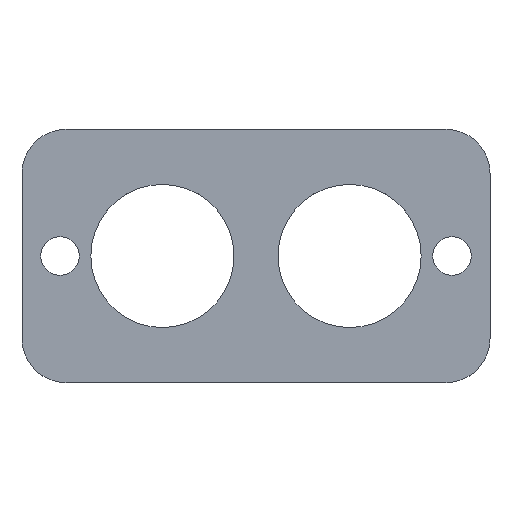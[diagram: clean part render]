
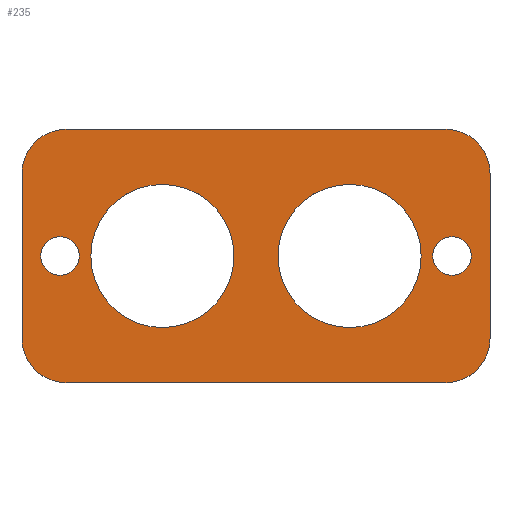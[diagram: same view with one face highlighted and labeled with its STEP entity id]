
A CAD part, top view. The second image highlights one B-rep face of the part: STEP entity #235.
In plain terms, the highlighted planar face has unit normal (0, 0, 1).
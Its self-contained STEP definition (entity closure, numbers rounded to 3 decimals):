
#42 = VERTEX_POINT('',#43);
#43 = CARTESIAN_POINT('',(162.25,-85.5,1.6));
#49 = EDGE_CURVE('',#42,#50,#52,.T.);
#50 = VERTEX_POINT('',#51);
#51 = CARTESIAN_POINT('',(166.25,-89.5,1.6));
#52 = CIRCLE('',#53,4.);
#53 = AXIS2_PLACEMENT_3D('',#54,#55,#56);
#54 = CARTESIAN_POINT('',(162.25,-89.5,1.6));
#55 = DIRECTION('',(0.,0.,-1.));
#56 = DIRECTION('',(0.,1.,0.));
#84 = VERTEX_POINT('',#85);
#85 = CARTESIAN_POINT('',(127.75,-85.5,1.6));
#91 = EDGE_CURVE('',#84,#42,#92,.T.);
#92 = LINE('',#93,#94);
#93 = CARTESIAN_POINT('',(127.75,-85.5,1.6));
#94 = VECTOR('',#95,1.);
#95 = DIRECTION('',(1.,0.,0.));
#113 = EDGE_CURVE('',#50,#114,#116,.T.);
#114 = VERTEX_POINT('',#115);
#115 = CARTESIAN_POINT('',(166.25,-104.5,1.6));
#116 = LINE('',#117,#118);
#117 = CARTESIAN_POINT('',(166.25,-89.5,1.6));
#118 = VECTOR('',#119,1.);
#119 = DIRECTION('',(0.,-1.,0.));
#235 = ADVANCED_FACE('',(#236,#282,#293,#304,#315),#326,.T.);
#236 = FACE_BOUND('',#237,.T.);
#237 = EDGE_LOOP('',(#238,#239,#240,#249,#257,#266,#274,#281));
#238 = ORIENTED_EDGE('',*,*,#49,.F.);
#239 = ORIENTED_EDGE('',*,*,#91,.F.);
#240 = ORIENTED_EDGE('',*,*,#241,.F.);
#241 = EDGE_CURVE('',#242,#84,#244,.T.);
#242 = VERTEX_POINT('',#243);
#243 = CARTESIAN_POINT('',(123.75,-89.5,1.6));
#244 = CIRCLE('',#245,4.);
#245 = AXIS2_PLACEMENT_3D('',#246,#247,#248);
#246 = CARTESIAN_POINT('',(127.75,-89.5,1.6));
#247 = DIRECTION('',(0.,0.,-1.));
#248 = DIRECTION('',(-1.,0.,0.));
#249 = ORIENTED_EDGE('',*,*,#250,.F.);
#250 = EDGE_CURVE('',#251,#242,#253,.T.);
#251 = VERTEX_POINT('',#252);
#252 = CARTESIAN_POINT('',(123.75,-104.5,1.6));
#253 = LINE('',#254,#255);
#254 = CARTESIAN_POINT('',(123.75,-104.5,1.6));
#255 = VECTOR('',#256,1.);
#256 = DIRECTION('',(0.,1.,0.));
#257 = ORIENTED_EDGE('',*,*,#258,.F.);
#258 = EDGE_CURVE('',#259,#251,#261,.T.);
#259 = VERTEX_POINT('',#260);
#260 = CARTESIAN_POINT('',(127.75,-108.5,1.6));
#261 = CIRCLE('',#262,4.);
#262 = AXIS2_PLACEMENT_3D('',#263,#264,#265);
#263 = CARTESIAN_POINT('',(127.75,-104.5,1.6));
#264 = DIRECTION('',(0.,0.,-1.));
#265 = DIRECTION('',(0.,-1.,-0.));
#266 = ORIENTED_EDGE('',*,*,#267,.F.);
#267 = EDGE_CURVE('',#268,#259,#270,.T.);
#268 = VERTEX_POINT('',#269);
#269 = CARTESIAN_POINT('',(162.25,-108.5,1.6));
#270 = LINE('',#271,#272);
#271 = CARTESIAN_POINT('',(162.25,-108.5,1.6));
#272 = VECTOR('',#273,1.);
#273 = DIRECTION('',(-1.,0.,0.));
#274 = ORIENTED_EDGE('',*,*,#275,.F.);
#275 = EDGE_CURVE('',#114,#268,#276,.T.);
#276 = CIRCLE('',#277,4.);
#277 = AXIS2_PLACEMENT_3D('',#278,#279,#280);
#278 = CARTESIAN_POINT('',(162.25,-104.5,1.6));
#279 = DIRECTION('',(0.,0.,-1.));
#280 = DIRECTION('',(1.,0.,0.));
#281 = ORIENTED_EDGE('',*,*,#113,.F.);
#282 = FACE_BOUND('',#283,.T.);
#283 = EDGE_LOOP('',(#284));
#284 = ORIENTED_EDGE('',*,*,#285,.T.);
#285 = EDGE_CURVE('',#286,#286,#288,.T.);
#286 = VERTEX_POINT('',#287);
#287 = CARTESIAN_POINT('',(127.2,-98.75,1.6));
#288 = CIRCLE('',#289,1.75);
#289 = AXIS2_PLACEMENT_3D('',#290,#291,#292);
#290 = CARTESIAN_POINT('',(127.2,-97.,1.6));
#291 = DIRECTION('',(-0.,0.,-1.));
#292 = DIRECTION('',(0.,-1.,-0.));
#293 = FACE_BOUND('',#294,.T.);
#294 = EDGE_LOOP('',(#295));
#295 = ORIENTED_EDGE('',*,*,#296,.T.);
#296 = EDGE_CURVE('',#297,#297,#299,.T.);
#297 = VERTEX_POINT('',#298);
#298 = CARTESIAN_POINT('',(136.5,-103.5,1.6));
#299 = CIRCLE('',#300,6.5);
#300 = AXIS2_PLACEMENT_3D('',#301,#302,#303);
#301 = CARTESIAN_POINT('',(136.5,-97.,1.6));
#302 = DIRECTION('',(-0.,0.,-1.));
#303 = DIRECTION('',(-0.,-1.,0.));
#304 = FACE_BOUND('',#305,.T.);
#305 = EDGE_LOOP('',(#306));
#306 = ORIENTED_EDGE('',*,*,#307,.T.);
#307 = EDGE_CURVE('',#308,#308,#310,.T.);
#308 = VERTEX_POINT('',#309);
#309 = CARTESIAN_POINT('',(153.5,-103.5,1.6));
#310 = CIRCLE('',#311,6.5);
#311 = AXIS2_PLACEMENT_3D('',#312,#313,#314);
#312 = CARTESIAN_POINT('',(153.5,-97.,1.6));
#313 = DIRECTION('',(-0.,0.,-1.));
#314 = DIRECTION('',(-0.,-1.,0.));
#315 = FACE_BOUND('',#316,.T.);
#316 = EDGE_LOOP('',(#317));
#317 = ORIENTED_EDGE('',*,*,#318,.T.);
#318 = EDGE_CURVE('',#319,#319,#321,.T.);
#319 = VERTEX_POINT('',#320);
#320 = CARTESIAN_POINT('',(162.8,-98.75,1.6));
#321 = CIRCLE('',#322,1.75);
#322 = AXIS2_PLACEMENT_3D('',#323,#324,#325);
#323 = CARTESIAN_POINT('',(162.8,-97.,1.6));
#324 = DIRECTION('',(-0.,0.,-1.));
#325 = DIRECTION('',(-0.,-1.,0.));
#326 = PLANE('',#327);
#327 = AXIS2_PLACEMENT_3D('',#328,#329,#330);
#328 = CARTESIAN_POINT('',(0.,0.,1.6));
#329 = DIRECTION('',(0.,0.,1.));
#330 = DIRECTION('',(1.,0.,-0.));
